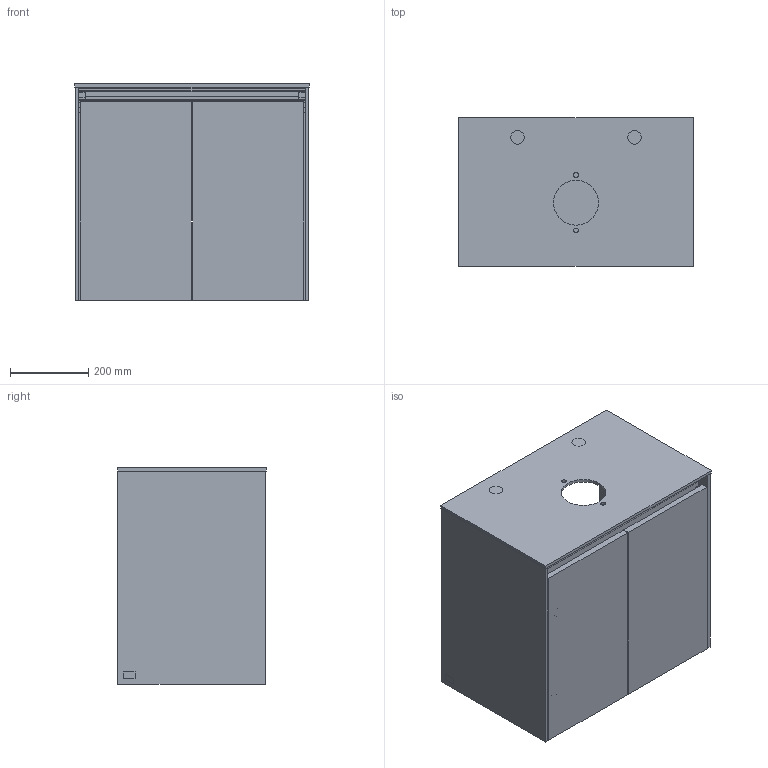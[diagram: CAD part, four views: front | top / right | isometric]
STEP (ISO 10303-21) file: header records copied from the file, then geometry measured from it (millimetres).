
FILE_DESCRIPTION(/* description */ (''),/* implementation_level */ '2;1');
FILE_NAME(/* name */ 'CA150_C15000_RFS.stp',/* time_stamp */ '2023-09-01T09:59:32+02:00',/* author */ ('KittsteinerD'),/* organization */ (''),/* preprocessor_version */ 'ST-DEVELOPER v18.1',/* originating_system */ 'Autodesk Inventor 2021',/* authorisation */ '');
FILE_SCHEMA (('AUTOMOTIVE_DESIGN { 1 0 10303 214 3 1 1 }'));
Length unit declared in the file: millimetre
Products named in the file (39): CA150_C15000_RFS; CA150_C15000_RFS_1; CA150_C15000_RFS_1_1; CA150_C15000_RFS_2; CA150_C15000_RFS_3; CA150_C15000_RFS_4; CA150_C15000_RFS_5; CA150_C15000_RFS_6; CA150_C15000_RFS_7; CA150_C15000_RFS_8; CA150_C15000_RFS_9; CA150_C15000_RFS_10; CA150_C15000_RFS_11; CA150_C15000_RFS_12; CA150_C15000_RFS_13; CA150_C15000_RFS_14; CA150_C15000_RFS_15; CA150_C15000_RFS_16; CA150_C15000_RFS_17; CA150_C15000_RFS_18; CA150_C15000_RFS_19; CA150_C15000_RFS_20; CA150_C15000_RFS_21; CA150_C15000_RFS_22; CA150_C15000_RFS_23; CA150_C15000_RFS_24; CA150_C15000_RFS_25; CA150_C15000_RFS_26; CA150_C15000_RFS_27; CA150_C15000_RFS_28; CA150_C15000_RFS_29; CA150_C15000_RFS_30; CA150_C15000_RFS_31; CA150_C15000_RFS_32; CA150_C15000_RFS_33; CA150_C15000_RFS_34; CA150_C15000_RFS_35; CA150_C15000_RFS_36; CA150_C15000_RFS_37
Assembly tree (38 placements, depth 2):
  CA150_C15000_RFS
    CA150_C15000_RFS_1
    CA150_C15000_RFS_1_1
    CA150_C15000_RFS_2
    CA150_C15000_RFS_3
    CA150_C15000_RFS_4
    CA150_C15000_RFS_5
    CA150_C15000_RFS_6
    CA150_C15000_RFS_7
    CA150_C15000_RFS_8
    CA150_C15000_RFS_9
    CA150_C15000_RFS_10
    CA150_C15000_RFS_11
    CA150_C15000_RFS_12
    CA150_C15000_RFS_13
    CA150_C15000_RFS_14
    CA150_C15000_RFS_15
    CA150_C15000_RFS_16
    CA150_C15000_RFS_17
    CA150_C15000_RFS_18
    CA150_C15000_RFS_19
    CA150_C15000_RFS_20
    CA150_C15000_RFS_21
    CA150_C15000_RFS_22
    CA150_C15000_RFS_23
    CA150_C15000_RFS_24
    CA150_C15000_RFS_25
    CA150_C15000_RFS_26
    CA150_C15000_RFS_27
    CA150_C15000_RFS_28
    CA150_C15000_RFS_29
    CA150_C15000_RFS_30
    CA150_C15000_RFS_31
    CA150_C15000_RFS_32
    CA150_C15000_RFS_33
    CA150_C15000_RFS_34
    CA150_C15000_RFS_35
    CA150_C15000_RFS_36
    CA150_C15000_RFS_37
Bounding box: 600 x 380 x 554 mm (x, y, z)
Volume: 25426965.8 mm3; surface area: 4309108.7 mm2
Topology: 38 solids, 38 shells, 1555 faces, 4171 edges, 2766 vertices
Faces by surface type: plane 1005, cylinder 466, bspline 36, cone 32, torus 16
Full cylindrical faces by diameter (mm): 3 x16, 12 x2
Entity records: 52726 total; most frequent: CARTESIAN_POINT 11581, ORIENTED_EDGE 8342, DIRECTION 8139, EDGE_CURVE 4171, LINE 3051, VECTOR 3051, VERTEX_POINT 2766, AXIS2_PLACEMENT_3D 2544
